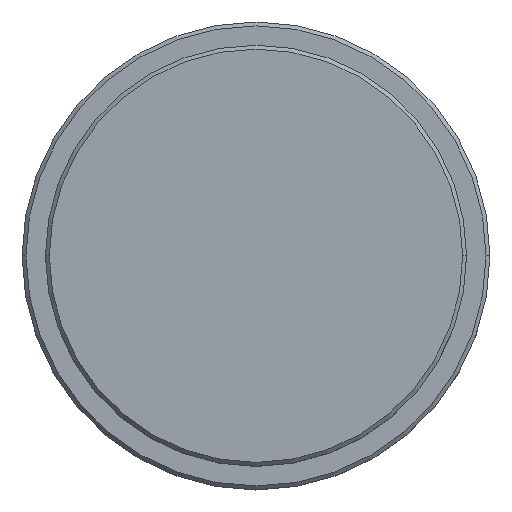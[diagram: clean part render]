
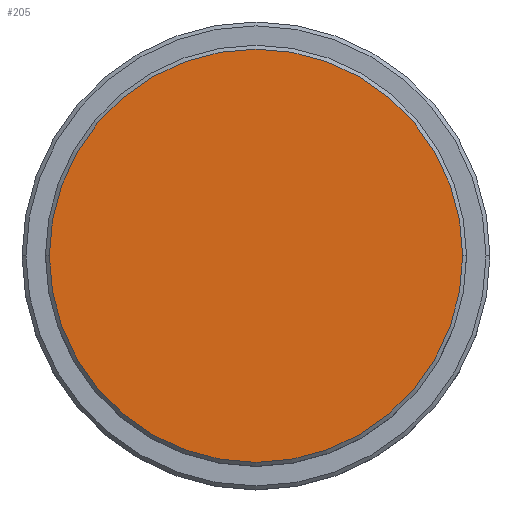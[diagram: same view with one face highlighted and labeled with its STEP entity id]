
A CAD part, top view. The second image highlights one B-rep face of the part: STEP entity #205.
In plain terms, the highlighted planar face has unit normal (0, 0, 1).
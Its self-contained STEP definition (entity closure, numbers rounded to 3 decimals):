
#23 = CARTESIAN_POINT ( 'NONE',  ( 0., 0., 0. ) ) ;
#143 = AXIS2_PLACEMENT_3D ( 'NONE', #23, #586, #247 ) ;
#197 = ORIENTED_EDGE ( 'NONE', *, *, #1024, .T. ) ;
#205 = ADVANCED_FACE ( 'NONE', ( #1260 ), #271, .T. ) ;
#247 = DIRECTION ( 'NONE',  ( 1., 0., 0. ) ) ;
#259 = AXIS2_PLACEMENT_3D ( 'NONE', #344, #1384, #398 ) ;
#271 = PLANE ( 'NONE',  #259 ) ;
#344 = CARTESIAN_POINT ( 'NONE',  ( 0., 0., 0. ) ) ;
#398 = DIRECTION ( 'NONE',  ( 1., 0., 0. ) ) ;
#523 = CIRCLE ( 'NONE', #756, 26.5 ) ;
#571 = EDGE_CURVE ( 'NONE', #836, #817, #774, .T. ) ;
#586 = DIRECTION ( 'NONE',  ( 0., 0., 1. ) ) ;
#696 = CARTESIAN_POINT ( 'NONE',  ( 0., 0., 0. ) ) ;
#756 = AXIS2_PLACEMENT_3D ( 'NONE', #696, #796, #903 ) ;
#774 = CIRCLE ( 'NONE', #143, 26.5 ) ;
#796 = DIRECTION ( 'NONE',  ( 0., 0., 1. ) ) ;
#817 = VERTEX_POINT ( 'NONE', #1416 ) ;
#836 = VERTEX_POINT ( 'NONE', #977 ) ;
#859 = EDGE_LOOP ( 'NONE', ( #1209, #197 ) ) ;
#903 = DIRECTION ( 'NONE',  ( 1., 0., 0. ) ) ;
#977 = CARTESIAN_POINT ( 'NONE',  ( -26.5, 0., 0. ) ) ;
#1024 = EDGE_CURVE ( 'NONE', #817, #836, #523, .T. ) ;
#1209 = ORIENTED_EDGE ( 'NONE', *, *, #571, .T. ) ;
#1260 = FACE_OUTER_BOUND ( 'NONE', #859, .T. ) ;
#1384 = DIRECTION ( 'NONE',  ( 0., 0., 1. ) ) ;
#1416 = CARTESIAN_POINT ( 'NONE',  ( 26.5, 0., 0. ) ) ;
